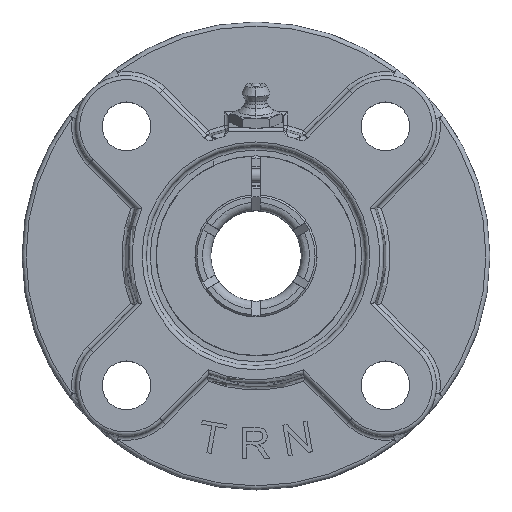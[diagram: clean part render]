
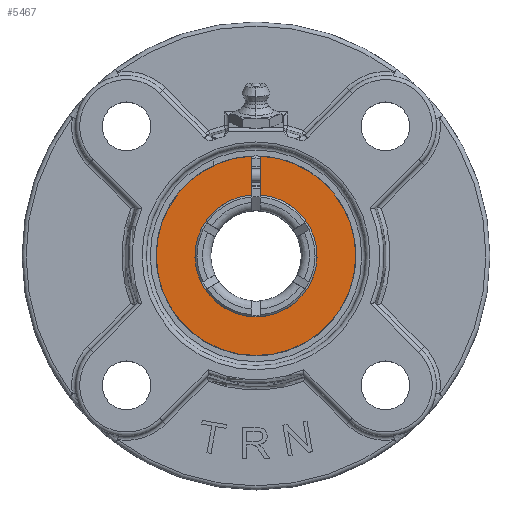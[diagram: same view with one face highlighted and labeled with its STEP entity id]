
A CAD part, top view. The second image highlights one B-rep face of the part: STEP entity #5467.
In plain terms, the highlighted planar face has unit normal (0, 0, 1).
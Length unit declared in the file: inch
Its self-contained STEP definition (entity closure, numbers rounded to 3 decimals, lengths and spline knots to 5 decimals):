
#616=CIRCLE('',#5974,1.5);
#617=CIRCLE('',#5975,2.45);
#1244=VERTEX_POINT('',#12311);
#1246=VERTEX_POINT('',#12314);
#1249=VERTEX_POINT('',#12321);
#1251=VERTEX_POINT('',#12325);
#1629=VECTOR('',#7038,1.);
#1635=VECTOR('',#7045,1.);
#1923=LINE('',#12313,#1629);
#1929=LINE('',#12326,#1635);
#2556=EDGE_CURVE('',#1246,#1244,#1923,.T.);
#2562=EDGE_CURVE('',#1249,#1251,#1929,.T.);
#2563=EDGE_CURVE('',#1249,#1244,#616,.T.);
#2564=EDGE_CURVE('',#1246,#1251,#617,.T.);
#3908=ORIENTED_EDGE('',*,*,#2556,.T.);
#3909=ORIENTED_EDGE('',*,*,#2563,.F.);
#3910=ORIENTED_EDGE('',*,*,#2562,.T.);
#3911=ORIENTED_EDGE('',*,*,#2564,.F.);
#4674=EDGE_LOOP('',(#3908,#3909,#3910,#3911));
#5093=FACE_BOUND('',#4674,.T.);
#5467=ADVANCED_FACE('',(#5093),#13706,.T.);
#5973=AXIS2_PLACEMENT_3D('',#12327,#7046,$);
#5974=AXIS2_PLACEMENT_3D('',#12328,#7047,#7048);
#5975=AXIS2_PLACEMENT_3D('',#12329,#7049,#7050);
#7038=DIRECTION('',(0.,-1.,0.));
#7045=DIRECTION('',(0.,1.,0.));
#7046=DIRECTION('',(0.,0.,1.));
#7047=DIRECTION('',(0.,0.,1.));
#7048=DIRECTION('',(1.5,0.,0.));
#7049=DIRECTION('',(0.,0.,-1.));
#7050=DIRECTION('',(2.45,0.,0.));
#12311=CARTESIAN_POINT('',(0.1,1.49666,0.95));
#12313=CARTESIAN_POINT('',(0.1,1.24983,0.95));
#12314=CARTESIAN_POINT('',(0.1,2.44796,0.95));
#12321=CARTESIAN_POINT('',(-0.1,1.49666,0.95));
#12325=CARTESIAN_POINT('',(-0.1,2.44796,0.95));
#12326=CARTESIAN_POINT('',(-0.1,1.24983,0.95));
#12327=CARTESIAN_POINT('',(0.,0.,0.95));
#12328=CARTESIAN_POINT('',(0.,0.,0.95));
#12329=CARTESIAN_POINT('',(0.,0.,0.95));
#13706=PLANE('',#5973);
